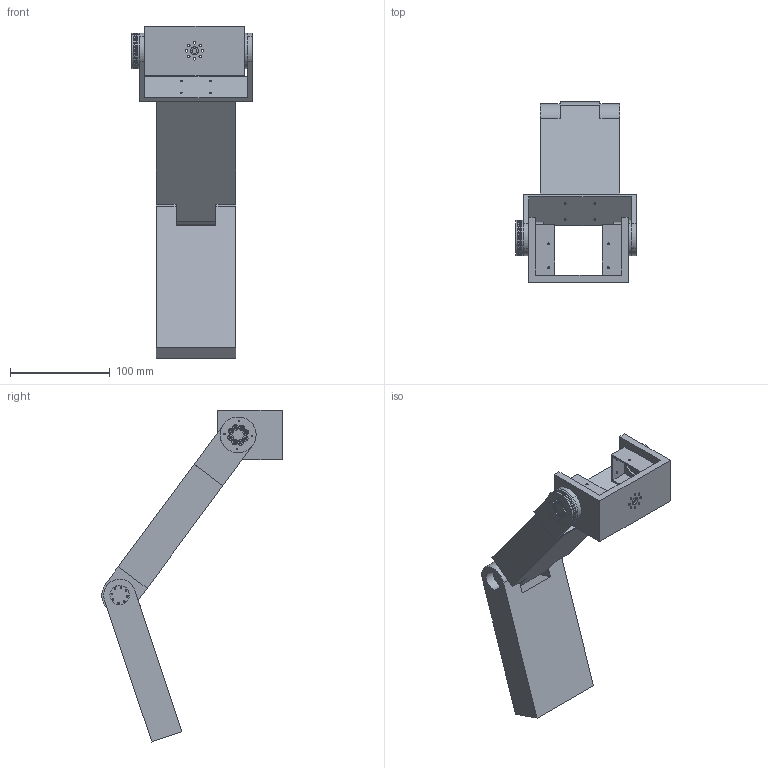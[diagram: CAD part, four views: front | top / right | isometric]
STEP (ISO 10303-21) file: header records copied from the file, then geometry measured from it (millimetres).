
FILE_DESCRIPTION (( 'STEP AP203' ), '1' );
FILE_NAME ('assembly_ver2.STEP', '2021-11-11T02:58:55', ( '' ), ( '' ), 'SwSTEP 2.0', 'SolidWorks 2019', '' );
FILE_SCHEMA (( 'CONFIG_CONTROL_DESIGN' ));
Length unit declared in the file: millimetre
Products named in the file (9): joint2_stator_ver2; assembly_ver2; joint3_stator_ver2; joint3_cylinder; linkage2; linkage_temp; joint2_frame; joint1_frame; dxl_frame
Assembly tree (9 placements, depth 2):
  assembly_ver2
    joint1_frame
    dxl_frame  x2
    joint2_stator_ver2
    joint3_stator_ver2
    joint2_frame
    linkage_temp
    joint3_cylinder
    linkage2
Bounding box: 121 x 181.15 x 333.18 mm (x, y, z)
Volume: 917006.9 mm3; surface area: 160706.4 mm2
Topology: 9 solids, 9 shells, 483 faces, 1191 edges, 753 vertices
Faces by surface type: cylinder 309, plane 114, cone 40, torus 20
Entity records: 14610 total; most frequent: DIRECTION 2588, CARTESIAN_POINT 2369, ORIENTED_EDGE 2134, AXIS2_PLACEMENT_3D 1075, EDGE_CURVE 1067, VERTEX_POINT 697, EDGE_LOOP 646, CIRCLE 611
